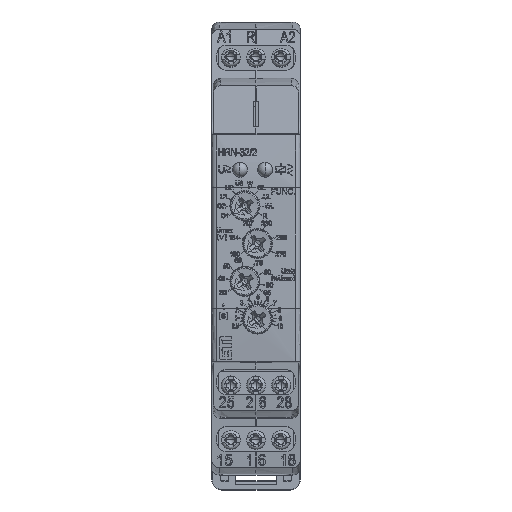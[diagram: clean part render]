
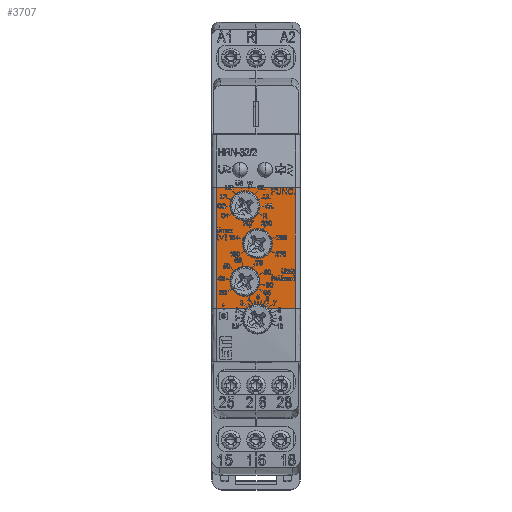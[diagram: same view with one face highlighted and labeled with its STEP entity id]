
A CAD part, top view. The second image highlights one B-rep face of the part: STEP entity #3707.
In plain terms, the highlighted planar face has unit normal (0, 0, 1).
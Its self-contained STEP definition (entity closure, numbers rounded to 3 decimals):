
#240=CARTESIAN_POINT('',(2.407,-12.15,32.466));
#245=CARTESIAN_POINT('',(-1.807,-12.15,32.466));
#1348=DIRECTION('',(0.,-1.,0.));
#1349=VECTOR('',#1348,24.);
#1350=CARTESIAN_POINT('',(7.8,11.85,32.466));
#1351=LINE('',#1350,#1349);
#1363=CARTESIAN_POINT('',(0.3,-14.25,
32.466));
#1364=DIRECTION('',(0.,0.,-1.));
#1365=DIRECTION('',(-0.708,0.706,0.));
#1366=AXIS2_PLACEMENT_3D('',#1363,#1364,#1365);
#1371=DIRECTION('',(1.,0.,0.));
#1372=VECTOR('',#1371,5.993);
#1373=CARTESIAN_POINT('',(-7.8,-12.15,
32.466));
#1374=LINE('',#1373,#1372);
#1378=DIRECTION('',(1.,0.,0.));
#1379=VECTOR('',#1378,5.393);
#1380=CARTESIAN_POINT('',(2.407,-12.15,32.466));
#1381=LINE('',#1380,#1379);
#1385=CARTESIAN_POINT('',(0.3,-14.25,
32.466));
#1386=DIRECTION('',(0.,0.,-1.));
#1387=DIRECTION('',(0.,1.,0.));
#1388=AXIS2_PLACEMENT_3D('',#1385,#1386,#1387);
#1393=CARTESIAN_POINT('',(-2.2,-6.75,32.466));
#1394=DIRECTION('',(0.,0.,-1.));
#1395=DIRECTION('',(-1.,0.,0.));
#1396=AXIS2_PLACEMENT_3D('',#1393,#1394,#1395);
#1401=CARTESIAN_POINT('',(-2.2,-6.75,32.466));
#1402=DIRECTION('',(0.,0.,-1.));
#1403=DIRECTION('',(0.,-1.,0.));
#1404=AXIS2_PLACEMENT_3D('',#1401,#1402,#1403);
#1409=CARTESIAN_POINT('',(-2.2,-6.75,32.466));
#1410=DIRECTION('',(0.,0.,-1.));
#1411=DIRECTION('',(1.,0.,0.));
#1412=AXIS2_PLACEMENT_3D('',#1409,#1410,#1411);
#1417=CARTESIAN_POINT('',(-2.2,-6.75,32.466));
#1418=DIRECTION('',(0.,0.,-1.));
#1419=DIRECTION('',(0.,1.,0.));
#1420=AXIS2_PLACEMENT_3D('',#1417,#1418,#1419);
#1425=CARTESIAN_POINT('',(-2.2,8.25,32.466));
#1426=DIRECTION('',(0.,0.,-1.));
#1427=DIRECTION('',(-1.,0.,0.));
#1428=AXIS2_PLACEMENT_3D('',#1425,#1426,#1427);
#1433=CARTESIAN_POINT('',(-2.2,8.25,32.466));
#1434=DIRECTION('',(0.,0.,-1.));
#1435=DIRECTION('',(0.,-1.,0.));
#1436=AXIS2_PLACEMENT_3D('',#1433,#1434,#1435);
#1441=CARTESIAN_POINT('',(-2.2,8.25,32.466));
#1442=DIRECTION('',(0.,0.,-1.));
#1443=DIRECTION('',(1.,0.,0.));
#1444=AXIS2_PLACEMENT_3D('',#1441,#1442,#1443);
#1449=CARTESIAN_POINT('',(-2.2,8.25,32.466));
#1450=DIRECTION('',(0.,0.,-1.));
#1451=DIRECTION('',(0.,1.,0.));
#1452=AXIS2_PLACEMENT_3D('',#1449,#1450,#1451);
#1457=CARTESIAN_POINT('',(0.3,0.75,
32.466));
#1458=DIRECTION('',(0.,0.,-1.));
#1459=DIRECTION('',(1.,0.,0.));
#1460=AXIS2_PLACEMENT_3D('',#1457,#1458,#1459);
#1465=CARTESIAN_POINT('',(0.3,0.75,
32.466));
#1466=DIRECTION('',(0.,0.,-1.));
#1467=DIRECTION('',(0.,1.,0.));
#1468=AXIS2_PLACEMENT_3D('',#1465,#1466,#1467);
#1473=CARTESIAN_POINT('',(0.3,0.75,
32.466));
#1474=DIRECTION('',(0.,0.,-1.));
#1475=DIRECTION('',(-1.,0.,0.));
#1476=AXIS2_PLACEMENT_3D('',#1473,#1474,#1475);
#1481=CARTESIAN_POINT('',(0.3,0.75,
32.466));
#1482=DIRECTION('',(0.,0.,-1.));
#1483=DIRECTION('',(0.,-1.,0.));
#1484=AXIS2_PLACEMENT_3D('',#1481,#1482,#1483);
#1504=DIRECTION('',(0.,1.,0.));
#1505=VECTOR('',#1504,24.);
#1506=CARTESIAN_POINT('',(-7.8,-12.15,
32.466));
#1507=LINE('',#1506,#1505);
#1559=CARTESIAN_POINT('',(7.8,11.85,32.466));
#1571=DIRECTION('',(1.,0.,0.));
#1572=VECTOR('',#1571,15.6);
#1573=CARTESIAN_POINT('',(-7.8,11.85,32.466));
#1574=LINE('',#1573,#1572);
#2359=CARTESIAN_POINT('',(-7.8,-12.15,
32.466));
#2360=VERTEX_POINT('',#2359);
#2361=CARTESIAN_POINT('',(-7.8,11.85,32.466));
#2362=VERTEX_POINT('',#2361);
#2363=VERTEX_POINT('',#1559);
#2369=CARTESIAN_POINT('',(7.8,-12.15,32.466));
#2370=VERTEX_POINT('',#2369);
#2374=VERTEX_POINT('',#240);
#2377=VERTEX_POINT('',#245);
#2396=CARTESIAN_POINT('',(0.3,-11.275,
32.466));
#2397=VERTEX_POINT('',#2396);
#2398=CARTESIAN_POINT('',(0.775,-6.75,
32.466));
#2399=CARTESIAN_POINT('',(-2.2,-9.725,32.466));
#2400=VERTEX_POINT('',#2398);
#2401=VERTEX_POINT('',#2399);
#2402=CARTESIAN_POINT('',(-5.175,-6.75,32.466));
#2403=VERTEX_POINT('',#2402);
#2404=CARTESIAN_POINT('',(-2.2,-3.775,32.466));
#2405=VERTEX_POINT('',#2404);
#2406=CARTESIAN_POINT('',(0.775,8.25,32.466));
#2407=CARTESIAN_POINT('',(-2.2,5.275,32.466));
#2408=VERTEX_POINT('',#2406);
#2409=VERTEX_POINT('',#2407);
#2410=CARTESIAN_POINT('',(-5.175,8.25,32.466));
#2411=VERTEX_POINT('',#2410);
#2412=CARTESIAN_POINT('',(-2.2,11.225,32.466));
#2413=VERTEX_POINT('',#2412);
#2414=CARTESIAN_POINT('',(-2.675,0.75,32.466));
#2415=CARTESIAN_POINT('',(0.3,3.725,32.466));
#2416=VERTEX_POINT('',#2414);
#2417=VERTEX_POINT('',#2415);
#2418=CARTESIAN_POINT('',(3.275,0.75,32.466));
#2419=VERTEX_POINT('',#2418);
#2420=CARTESIAN_POINT('',(0.3,-2.225,
32.466));
#2421=VERTEX_POINT('',#2420);
#3661=CARTESIAN_POINT('',(9.48,-14.67,32.466));
#3662=DIRECTION('',(0.,0.,1.));
#3663=DIRECTION('',(1.,0.,0.));
#3664=AXIS2_PLACEMENT_3D('',#3661,#3662,#3663);
#3665=PLANE('',#3664);
#3666=ORIENTED_EDGE('',*,*,#2734,.F.);
#3667=ORIENTED_EDGE('',*,*,#2697,.F.);
#3669=ORIENTED_EDGE('',*,*,#3668,.T.);
#3671=ORIENTED_EDGE('',*,*,#3670,.T.);
#3672=ORIENTED_EDGE('',*,*,#3647,.T.);
#3673=ORIENTED_EDGE('',*,*,#2690,.F.);
#3674=ORIENTED_EDGE('',*,*,#2736,.F.);
#3675=EDGE_LOOP('',(#3666,#3667,#3669,#3671,#3672,#3673,#3674));
#3676=FACE_OUTER_BOUND('',#3675,.F.);
#3678=ORIENTED_EDGE('',*,*,#3677,.F.);
#3680=ORIENTED_EDGE('',*,*,#3679,.F.);
#3682=ORIENTED_EDGE('',*,*,#3681,.F.);
#3684=ORIENTED_EDGE('',*,*,#3683,.F.);
#3685=EDGE_LOOP('',(#3678,#3680,#3682,#3684));
#3686=FACE_BOUND('',#3685,.F.);
#3688=ORIENTED_EDGE('',*,*,#3687,.F.);
#3690=ORIENTED_EDGE('',*,*,#3689,.F.);
#3692=ORIENTED_EDGE('',*,*,#3691,.F.);
#3694=ORIENTED_EDGE('',*,*,#3693,.F.);
#3695=EDGE_LOOP('',(#3688,#3690,#3692,#3694));
#3696=FACE_BOUND('',#3695,.F.);
#3698=ORIENTED_EDGE('',*,*,#3697,.F.);
#3700=ORIENTED_EDGE('',*,*,#3699,.F.);
#3702=ORIENTED_EDGE('',*,*,#3701,.F.);
#3704=ORIENTED_EDGE('',*,*,#3703,.F.);
#3705=EDGE_LOOP('',(#3698,#3700,#3702,#3704));
#3706=FACE_BOUND('',#3705,.F.);
#1367=CIRCLE('',#1366,2.975);
#1389=CIRCLE('',#1388,2.975);
#1397=CIRCLE('',#1396,2.975);
#1405=CIRCLE('',#1404,2.975);
#1413=CIRCLE('',#1412,2.975);
#1421=CIRCLE('',#1420,2.975);
#1429=CIRCLE('',#1428,2.975);
#1437=CIRCLE('',#1436,2.975);
#1445=CIRCLE('',#1444,2.975);
#1453=CIRCLE('',#1452,2.975);
#1461=CIRCLE('',#1460,2.975);
#1469=CIRCLE('',#1468,2.975);
#1477=CIRCLE('',#1476,2.975);
#1485=CIRCLE('',#1484,2.975);
#2690=EDGE_CURVE('',#2374,#2370,#1381,.T.);
#2697=EDGE_CURVE('',#2360,#2377,#1374,.T.);
#2734=EDGE_CURVE('',#2377,#2397,#1367,.T.);
#2736=EDGE_CURVE('',#2397,#2374,#1389,.T.);
#3647=EDGE_CURVE('',#2363,#2370,#1351,.T.);
#3668=EDGE_CURVE('',#2360,#2362,#1507,.T.);
#3670=EDGE_CURVE('',#2362,#2363,#1574,.T.);
#3677=EDGE_CURVE('',#2403,#2405,#1397,.T.);
#3679=EDGE_CURVE('',#2401,#2403,#1405,.T.);
#3681=EDGE_CURVE('',#2400,#2401,#1413,.T.);
#3683=EDGE_CURVE('',#2405,#2400,#1421,.T.);
#3687=EDGE_CURVE('',#2411,#2413,#1429,.T.);
#3689=EDGE_CURVE('',#2409,#2411,#1437,.T.);
#3691=EDGE_CURVE('',#2408,#2409,#1445,.T.);
#3693=EDGE_CURVE('',#2413,#2408,#1453,.T.);
#3697=EDGE_CURVE('',#2419,#2421,#1461,.T.);
#3699=EDGE_CURVE('',#2417,#2419,#1469,.T.);
#3701=EDGE_CURVE('',#2416,#2417,#1477,.T.);
#3703=EDGE_CURVE('',#2421,#2416,#1485,.T.);
#3707=ADVANCED_FACE('',(#3676,#3686,#3696,#3706),#3665,.T.);
